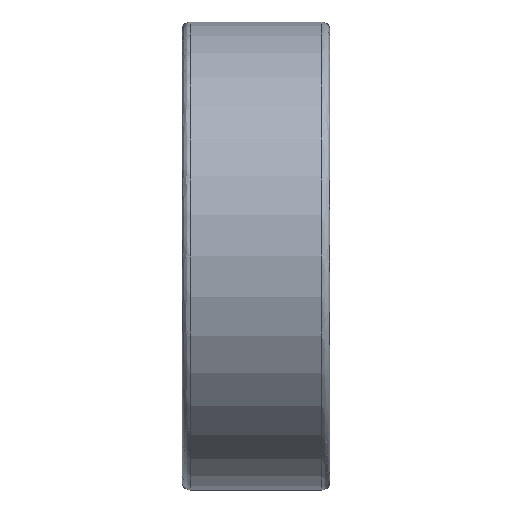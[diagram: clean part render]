
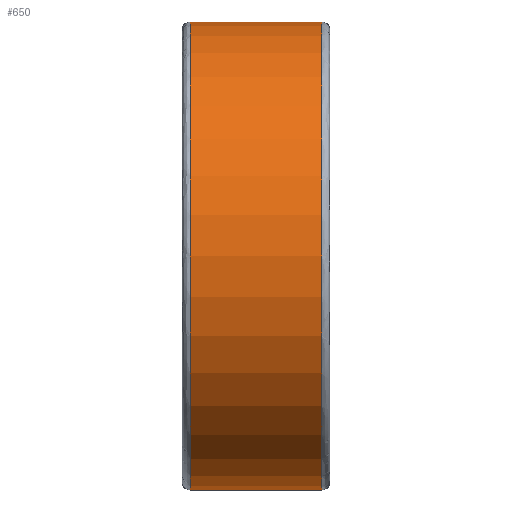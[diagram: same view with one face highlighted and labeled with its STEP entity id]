
A CAD part, front view. The second image highlights one B-rep face of the part: STEP entity #650.
In plain terms, the highlighted cylindrical face has radius 9.5 mm (diameter 19 mm), a partial arc.
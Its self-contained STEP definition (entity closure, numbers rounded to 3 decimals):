
#33 = EDGE_CURVE ( 'NONE', #454, #580, #722, .T. ) ;
#70 = CARTESIAN_POINT ( 'NONE',  ( 0.325, 0., 9.5 ) ) ;
#119 = DIRECTION ( 'NONE',  ( 1., 0., 0. ) ) ;
#136 = LINE ( 'NONE', #666, #492 ) ;
#159 = AXIS2_PLACEMENT_3D ( 'NONE', #762, #564, #550 ) ;
#175 = CARTESIAN_POINT ( 'NONE',  ( 5.675, 0., 9.5 ) ) ;
#180 = VERTEX_POINT ( 'NONE', #70 ) ;
#191 = CARTESIAN_POINT ( 'NONE',  ( 0.325, 0., 0. ) ) ;
#199 = EDGE_CURVE ( 'NONE', #719, #454, #136, .T. ) ;
#227 = DIRECTION ( 'NONE',  ( 1., 0., 0. ) ) ;
#244 = ORIENTED_EDGE ( 'NONE', *, *, #199, .T. ) ;
#283 = CARTESIAN_POINT ( 'NONE',  ( 3., 0., 0. ) ) ;
#294 = DIRECTION ( 'NONE',  ( 1., 0., 0. ) ) ;
#306 = CARTESIAN_POINT ( 'NONE',  ( 0.325, 0., -9.5 ) ) ;
#355 = ORIENTED_EDGE ( 'NONE', *, *, #356, .T. ) ;
#356 = EDGE_CURVE ( 'NONE', #180, #719, #634, .T. ) ;
#358 = CYLINDRICAL_SURFACE ( 'NONE', #837, 9.5 ) ;
#385 = ORIENTED_EDGE ( 'NONE', *, *, #33, .T. ) ;
#444 = AXIS2_PLACEMENT_3D ( 'NONE', #191, #119, #455 ) ;
#454 = VERTEX_POINT ( 'NONE', #570 ) ;
#455 = DIRECTION ( 'NONE',  ( 0., 0., -1. ) ) ;
#459 = FACE_OUTER_BOUND ( 'NONE', #461, .T. ) ;
#461 = EDGE_LOOP ( 'NONE', ( #616, #355, #244, #385 ) ) ;
#492 = VECTOR ( 'NONE', #294, 1000. ) ;
#498 = VECTOR ( 'NONE', #768, 1000. ) ;
#504 = CARTESIAN_POINT ( 'NONE',  ( 3., 0., 9.5 ) ) ;
#550 = DIRECTION ( 'NONE',  ( 0., 0., -1. ) ) ;
#564 = DIRECTION ( 'NONE',  ( -1., 0., 0. ) ) ;
#570 = CARTESIAN_POINT ( 'NONE',  ( 5.675, 0., -9.5 ) ) ;
#573 = EDGE_CURVE ( 'NONE', #180, #580, #836, .T. ) ;
#580 = VERTEX_POINT ( 'NONE', #175 ) ;
#616 = ORIENTED_EDGE ( 'NONE', *, *, #573, .F. ) ;
#634 = CIRCLE ( 'NONE', #444, 9.5 ) ;
#650 = ADVANCED_FACE ( 'NONE', ( #459 ), #358, .T. ) ;
#666 = CARTESIAN_POINT ( 'NONE',  ( 3., 0., -9.5 ) ) ;
#719 = VERTEX_POINT ( 'NONE', #306 ) ;
#722 = CIRCLE ( 'NONE', #159, 9.5 ) ;
#728 = DIRECTION ( 'NONE',  ( 0., 0., -1. ) ) ;
#762 = CARTESIAN_POINT ( 'NONE',  ( 5.675, 0., 0. ) ) ;
#768 = DIRECTION ( 'NONE',  ( 1., 0., 0. ) ) ;
#836 = LINE ( 'NONE', #504, #498 ) ;
#837 = AXIS2_PLACEMENT_3D ( 'NONE', #283, #227, #728 ) ;
